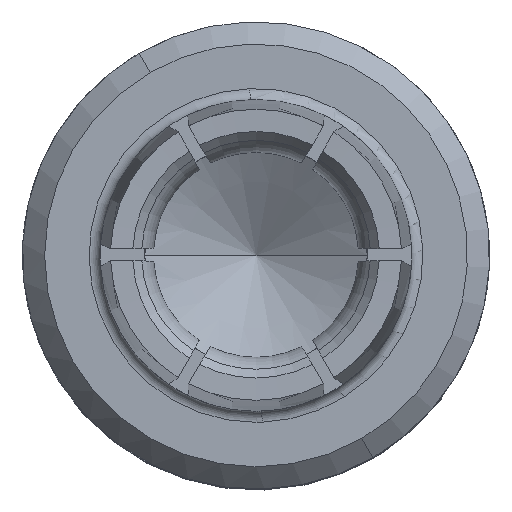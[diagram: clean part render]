
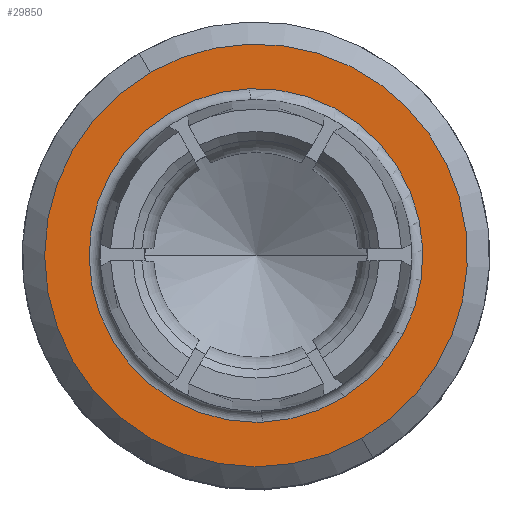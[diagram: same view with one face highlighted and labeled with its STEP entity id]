
A CAD part, top view. The second image highlights one B-rep face of the part: STEP entity #29850.
In plain terms, the highlighted face is planar.
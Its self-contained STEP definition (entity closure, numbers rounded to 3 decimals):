
#29420=CARTESIAN_POINT('',(29.007,37.707,
-4.382));
#29430=DIRECTION('',(0.,1.,0.));
#29440=DIRECTION('',(-1.,0.,0.));
#29450=AXIS2_PLACEMENT_3D('',#29420,#29430,#29440);
#29460=PLANE('',#29450);
#29470=CARTESIAN_POINT('',(35.922,37.707,
-11.464));
#29480=DIRECTION('',(0.,1.,0.));
#29490=DIRECTION('',(-1.,0.,0.));
#29500=AXIS2_PLACEMENT_3D('',#29470,#29480,#29490);
#29510=CIRCLE('',#29500,7.5);
#29520=CARTESIAN_POINT('',(43.417,37.707,
-11.188));
#29530=VERTEX_POINT('',#29520);
#29540=CARTESIAN_POINT('',(43.422,37.707,
-11.464));
#29550=VERTEX_POINT('',#29540);
#29560=EDGE_CURVE('',#29530,#29550,#29510,.T.);
#29570=ORIENTED_EDGE('',*,*,#29560,.F.);
#29580=CARTESIAN_POINT('',(28.422,37.707,
-11.464));
#29590=VERTEX_POINT('',#29580);
#29600=EDGE_CURVE('',#29550,#29590,#29510,.T.);
#29610=ORIENTED_EDGE('',*,*,#29600,.F.);
#29620=EDGE_CURVE('',#29590,#29530,#29510,.T.);
#29630=ORIENTED_EDGE('',*,*,#29620,.F.);
#29640=EDGE_LOOP('',(#29630,#29610,#29570));
#29650=FACE_BOUND('',#29640,.T.);
#29660=CARTESIAN_POINT('',(35.922,37.707,
-11.464));
#29670=DIRECTION('',(0.,1.,0.));
#29680=DIRECTION('',(-0.884,0.,
0.468));
#29690=AXIS2_PLACEMENT_3D('',#29660,#29670,#29680);
#29700=CIRCLE('',#29690,9.5);
#29710=CARTESIAN_POINT('',(27.526,37.707,
-7.018));
#29720=VERTEX_POINT('',#29710);
#29730=CARTESIAN_POINT('',(44.318,37.707,
-15.909));
#29740=VERTEX_POINT('',#29730);
#29750=EDGE_CURVE('',#29720,#29740,#29700,.T.);
#29760=ORIENTED_EDGE('',*,*,#29750,.T.);
#29770=CARTESIAN_POINT('',(26.422,37.707,
-11.464));
#29780=VERTEX_POINT('',#29770);
#29790=EDGE_CURVE('',#29780,#29720,#29700,.T.);
#29800=ORIENTED_EDGE('',*,*,#29790,.T.);
#29810=EDGE_CURVE('',#29740,#29780,#29700,.T.);
#29820=ORIENTED_EDGE('',*,*,#29810,.T.);
#29830=EDGE_LOOP('',(#29820,#29800,#29760));
#29840=FACE_OUTER_BOUND('',#29830,.T.);
#29850=ADVANCED_FACE('',(#29650,#29840),#29460,.T.);
